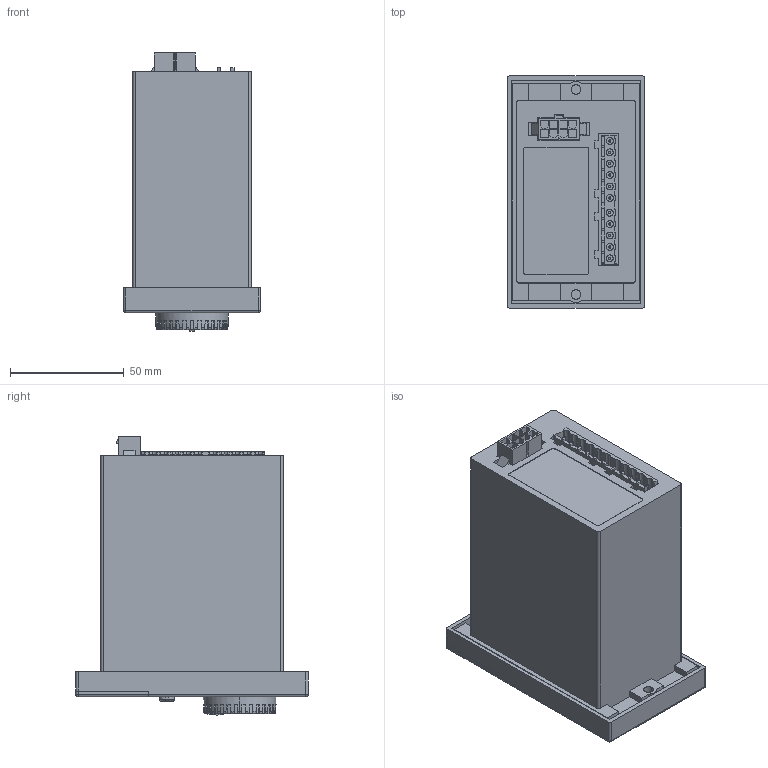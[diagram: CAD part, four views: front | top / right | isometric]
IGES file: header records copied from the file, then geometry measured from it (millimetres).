
Start section: SolidWorks IGES file using analytic representation for surfaces
Global section: file name: FX3000.IGS; native system: SolidWorks 2012; preprocessor: SolidWorks 2012; author: Win7; date: 180321.165803; units: millimetre
Bounding box: 60 x 102 x 122.02 mm (x, y, z)
Surface area: 59490.3 mm2 (no closed solid volume)
Topology: 0 solids, 0 shells, 1155 faces, 12398 edges, 12390 vertices
Faces by surface type: bspline 1008, revolution 147
